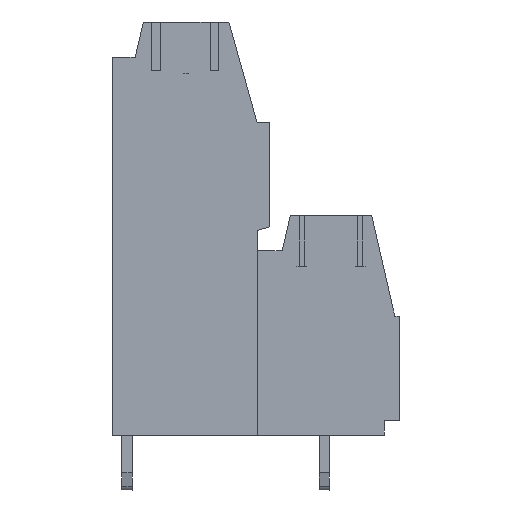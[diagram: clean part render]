
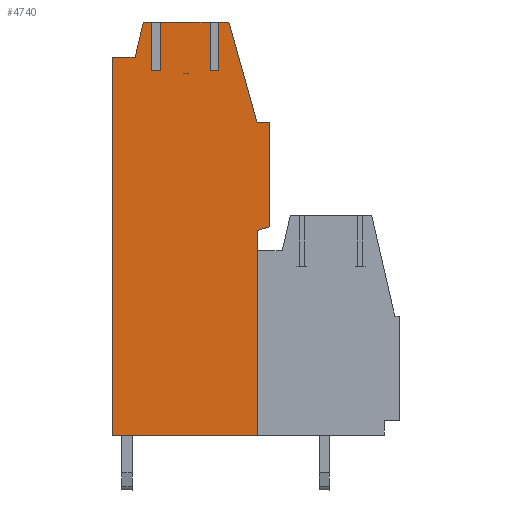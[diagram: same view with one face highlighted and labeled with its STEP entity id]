
A CAD part, left-side view. The second image highlights one B-rep face of the part: STEP entity #4740.
In plain terms, the highlighted planar face has unit normal (-1, 0, 0).
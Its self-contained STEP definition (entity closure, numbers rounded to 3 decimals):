
#4680=AXIS2_PLACEMENT_3D('Plane Axis2P3D',#4677,#4678,#4679) ;
#1477=CARTESIAN_POINT('Vertex',(0.,8.3,3.2)) ;
#1480=CARTESIAN_POINT('Line Origine',(0.,12.525,3.2)) ;
#1484=CARTESIAN_POINT('Vertex',(0.,16.75,3.2)) ;
#2574=CARTESIAN_POINT('Line Origine',(0.,16.75,14.225)) ;
#2578=CARTESIAN_POINT('Vertex',(0.,16.75,25.25)) ;
#2698=CARTESIAN_POINT('Vertex',(0.,8.3,15.15)) ;
#2701=CARTESIAN_POINT('Line Origine',(0.,8.3,9.175)) ;
#2862=CARTESIAN_POINT('Vertex',(0.,14.95,27.3)) ;
#2865=CARTESIAN_POINT('Line Origine',(0.,14.7,27.3)) ;
#2869=CARTESIAN_POINT('Vertex',(0.,14.45,27.3)) ;
#2918=CARTESIAN_POINT('Vertex',(0.,13.95,27.3)) ;
#2921=CARTESIAN_POINT('Line Origine',(0.,12.5,27.3)) ;
#2925=CARTESIAN_POINT('Vertex',(0.,11.05,27.3)) ;
#2974=CARTESIAN_POINT('Vertex',(0.,10.55,27.3)) ;
#2977=CARTESIAN_POINT('Line Origine',(0.,10.25,27.3)) ;
#2981=CARTESIAN_POINT('Vertex',(0.,9.95,27.3)) ;
#3437=CARTESIAN_POINT('Line Origine',(0.,9.131,24.375)) ;
#3441=CARTESIAN_POINT('Vertex',(0.,8.311,21.45)) ;
#3461=CARTESIAN_POINT('Line Origine',(0.,7.956,21.45)) ;
#3465=CARTESIAN_POINT('Vertex',(0.,7.6,21.45)) ;
#3485=CARTESIAN_POINT('Line Origine',(0.,7.6,18.4)) ;
#3489=CARTESIAN_POINT('Vertex',(0.,7.6,15.35)) ;
#4121=CARTESIAN_POINT('Line Origine',(0.,7.95,15.25)) ;
#4138=CARTESIAN_POINT('Line Origine',(0.,16.088,25.25)) ;
#4142=CARTESIAN_POINT('Vertex',(0.,15.425,25.25)) ;
#4162=CARTESIAN_POINT('Line Origine',(0.,15.188,26.275)) ;
#4677=CARTESIAN_POINT('Axis2P3D Location',(0.,7.6,0.)) ;
#4682=CARTESIAN_POINT('Line Origine',(0.,13.95,25.875)) ;
#4686=CARTESIAN_POINT('Vertex',(0.,13.95,24.45)) ;
#4689=CARTESIAN_POINT('Line Origine',(0.,14.2,24.45)) ;
#4693=CARTESIAN_POINT('Vertex',(0.,14.45,24.45)) ;
#4696=CARTESIAN_POINT('Line Origine',(0.,14.45,25.875)) ;
#4701=CARTESIAN_POINT('Line Origine',(0.,10.55,25.875)) ;
#4705=CARTESIAN_POINT('Vertex',(0.,10.55,24.45)) ;
#4708=CARTESIAN_POINT('Line Origine',(0.,10.8,24.45)) ;
#4712=CARTESIAN_POINT('Vertex',(0.,11.05,24.45)) ;
#4715=CARTESIAN_POINT('Line Origine',(0.,11.05,25.875)) ;
#1481=DIRECTION('Vector Direction',(0.,1.,0.)) ;
#2575=DIRECTION('Vector Direction',(0.,0.,1.)) ;
#2702=DIRECTION('Vector Direction',(0.,0.,-1.)) ;
#2866=DIRECTION('Vector Direction',(0.,-1.,0.)) ;
#2922=DIRECTION('Vector Direction',(0.,-1.,0.)) ;
#2978=DIRECTION('Vector Direction',(0.,-1.,0.)) ;
#3438=DIRECTION('Vector Direction',(0.,-0.27,-0.963)) ;
#3462=DIRECTION('Vector Direction',(0.,-1.,0.)) ;
#3486=DIRECTION('Vector Direction',(0.,0.,-1.)) ;
#4122=DIRECTION('Vector Direction',(0.,0.962,-0.275)) ;
#4139=DIRECTION('Vector Direction',(0.,-1.,0.)) ;
#4163=DIRECTION('Vector Direction',(0.,-0.226,0.974)) ;
#4678=DIRECTION('Axis2P3D Direction',(-1.,0.,0.)) ;
#4679=DIRECTION('Axis2P3D XDirection',(0.,0.,1.)) ;
#4683=DIRECTION('Vector Direction',(0.,0.,1.)) ;
#4690=DIRECTION('Vector Direction',(0.,-1.,0.)) ;
#4697=DIRECTION('Vector Direction',(0.,0.,1.)) ;
#4702=DIRECTION('Vector Direction',(0.,0.,1.)) ;
#4709=DIRECTION('Vector Direction',(0.,-1.,0.)) ;
#4716=DIRECTION('Vector Direction',(0.,0.,1.)) ;
#1482=VECTOR('Line Direction',#1481,1.) ;
#2576=VECTOR('Line Direction',#2575,1.) ;
#2703=VECTOR('Line Direction',#2702,1.) ;
#2867=VECTOR('Line Direction',#2866,1.) ;
#2923=VECTOR('Line Direction',#2922,1.) ;
#2979=VECTOR('Line Direction',#2978,1.) ;
#3439=VECTOR('Line Direction',#3438,1.) ;
#3463=VECTOR('Line Direction',#3462,1.) ;
#3487=VECTOR('Line Direction',#3486,1.) ;
#4123=VECTOR('Line Direction',#4122,1.) ;
#4140=VECTOR('Line Direction',#4139,1.) ;
#4164=VECTOR('Line Direction',#4163,1.) ;
#4684=VECTOR('Line Direction',#4683,1.) ;
#4691=VECTOR('Line Direction',#4690,1.) ;
#4698=VECTOR('Line Direction',#4697,1.) ;
#4703=VECTOR('Line Direction',#4702,1.) ;
#4710=VECTOR('Line Direction',#4709,1.) ;
#4717=VECTOR('Line Direction',#4716,1.) ;
#4721=ORIENTED_EDGE('',*,*,#2927,.T.) ;
#4722=ORIENTED_EDGE('',*,*,#4688,.F.) ;
#4723=ORIENTED_EDGE('',*,*,#4695,.F.) ;
#4724=ORIENTED_EDGE('',*,*,#4700,.T.) ;
#4725=ORIENTED_EDGE('',*,*,#2871,.T.) ;
#4726=ORIENTED_EDGE('',*,*,#4166,.T.) ;
#4727=ORIENTED_EDGE('',*,*,#4144,.T.) ;
#4728=ORIENTED_EDGE('',*,*,#2580,.T.) ;
#4729=ORIENTED_EDGE('',*,*,#1486,.T.) ;
#4730=ORIENTED_EDGE('',*,*,#2705,.T.) ;
#4731=ORIENTED_EDGE('',*,*,#4125,.T.) ;
#4732=ORIENTED_EDGE('',*,*,#3491,.T.) ;
#4733=ORIENTED_EDGE('',*,*,#3467,.T.) ;
#4734=ORIENTED_EDGE('',*,*,#3443,.T.) ;
#4735=ORIENTED_EDGE('',*,*,#2983,.T.) ;
#4736=ORIENTED_EDGE('',*,*,#4707,.F.) ;
#4737=ORIENTED_EDGE('',*,*,#4714,.F.) ;
#4738=ORIENTED_EDGE('',*,*,#4719,.T.) ;
#4740=ADVANCED_FACE('Hauptk\X2\00F6\X0\rper',(#4739),#4681,.T.) ;
#1486=EDGE_CURVE('',#1485,#1478,#1483,.F.) ;
#2580=EDGE_CURVE('',#2579,#1485,#2577,.F.) ;
#2705=EDGE_CURVE('',#1478,#2699,#2704,.F.) ;
#2871=EDGE_CURVE('',#2870,#2863,#2868,.F.) ;
#2927=EDGE_CURVE('',#2926,#2919,#2924,.F.) ;
#2983=EDGE_CURVE('',#2982,#2975,#2980,.F.) ;
#3443=EDGE_CURVE('',#3442,#2982,#3440,.F.) ;
#3467=EDGE_CURVE('',#3466,#3442,#3464,.F.) ;
#3491=EDGE_CURVE('',#3490,#3466,#3488,.F.) ;
#4125=EDGE_CURVE('',#2699,#3490,#4124,.F.) ;
#4144=EDGE_CURVE('',#4143,#2579,#4141,.F.) ;
#4166=EDGE_CURVE('',#2863,#4143,#4165,.F.) ;
#4688=EDGE_CURVE('',#4687,#2919,#4685,.T.) ;
#4695=EDGE_CURVE('',#4694,#4687,#4692,.T.) ;
#4700=EDGE_CURVE('',#4694,#2870,#4699,.T.) ;
#4707=EDGE_CURVE('',#4706,#2975,#4704,.T.) ;
#4714=EDGE_CURVE('',#4713,#4706,#4711,.T.) ;
#4719=EDGE_CURVE('',#4713,#2926,#4718,.T.) ;
#4720=EDGE_LOOP('',(#4721,#4722,#4723,#4724,#4725,#4726,#4727,#4728,#4729,#4730,#4731,#4732,#4733,#4734,#4735,#4736,#4737,#4738)) ;
#4739=FACE_OUTER_BOUND('',#4720,.T.) ;
#1483=LINE('Line',#1480,#1482) ;
#2577=LINE('Line',#2574,#2576) ;
#2704=LINE('Line',#2701,#2703) ;
#2868=LINE('Line',#2865,#2867) ;
#2924=LINE('Line',#2921,#2923) ;
#2980=LINE('Line',#2977,#2979) ;
#3440=LINE('Line',#3437,#3439) ;
#3464=LINE('Line',#3461,#3463) ;
#3488=LINE('Line',#3485,#3487) ;
#4124=LINE('Line',#4121,#4123) ;
#4141=LINE('Line',#4138,#4140) ;
#4165=LINE('Line',#4162,#4164) ;
#4685=LINE('Line',#4682,#4684) ;
#4692=LINE('Line',#4689,#4691) ;
#4699=LINE('Line',#4696,#4698) ;
#4704=LINE('Line',#4701,#4703) ;
#4711=LINE('Line',#4708,#4710) ;
#4718=LINE('Line',#4715,#4717) ;
#4681=PLANE('',#4680) ;
#1478=VERTEX_POINT('',#1477) ;
#1485=VERTEX_POINT('',#1484) ;
#2579=VERTEX_POINT('',#2578) ;
#2699=VERTEX_POINT('',#2698) ;
#2863=VERTEX_POINT('',#2862) ;
#2870=VERTEX_POINT('',#2869) ;
#2919=VERTEX_POINT('',#2918) ;
#2926=VERTEX_POINT('',#2925) ;
#2975=VERTEX_POINT('',#2974) ;
#2982=VERTEX_POINT('',#2981) ;
#3442=VERTEX_POINT('',#3441) ;
#3466=VERTEX_POINT('',#3465) ;
#3490=VERTEX_POINT('',#3489) ;
#4143=VERTEX_POINT('',#4142) ;
#4687=VERTEX_POINT('',#4686) ;
#4694=VERTEX_POINT('',#4693) ;
#4706=VERTEX_POINT('',#4705) ;
#4713=VERTEX_POINT('',#4712) ;
